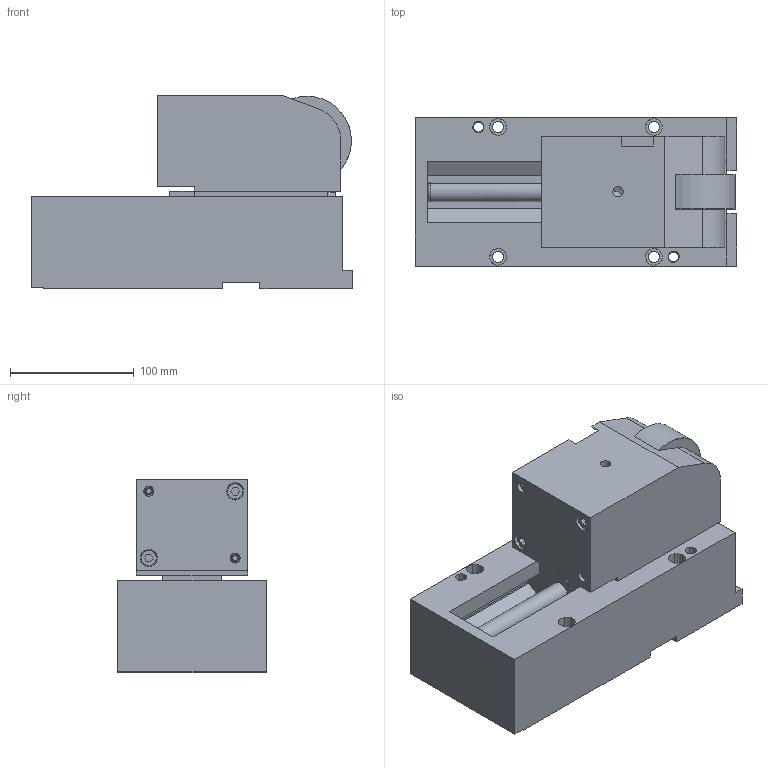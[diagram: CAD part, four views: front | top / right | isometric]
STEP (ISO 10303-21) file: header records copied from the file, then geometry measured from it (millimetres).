
FILE_DESCRIPTION(('CATIA V5 STEP Exchange'),'2;1');
FILE_NAME('CRCN_05000_100.stp','2014-10-22T14:00:33+00:00',('none'),('none'),'CATIA Version 5 Release 19 SP 2 (IN-10)','CATIA V5 STEP AP203','none');
FILE_SCHEMA(('CONFIG_CONTROL_DESIGN'));
Length unit declared in the file: millimetre
Products named in the file (1): CRCN-05000-100
Bounding box: 260 x 120 x 157 mm (x, y, z)
Volume: 2938324.1 mm3; surface area: 303185.5 mm2
Topology: 3 solids, 36 shells, 433 faces, 1005 edges, 633 vertices
Faces by surface type: plane 192, cylinder 154, cone 72, torus 15
Entity records: 12306 total; most frequent: CARTESIAN_POINT 3095, ORIENTED_EDGE 1942, DIRECTION 1587, EDGE_CURVE 971, AXIS2_PLACEMENT_3D 677, VERTEX_POINT 633, VECTOR 556, LINE 556
